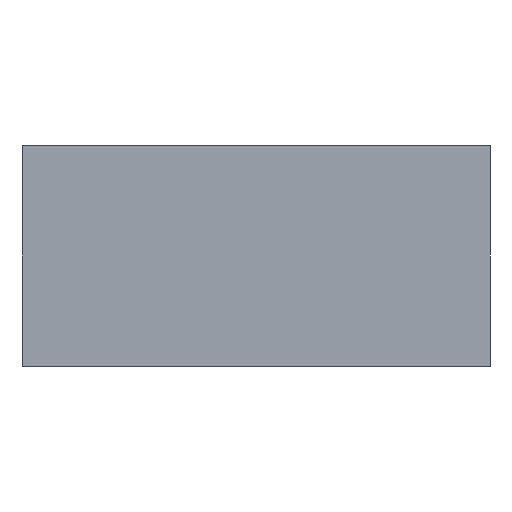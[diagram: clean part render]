
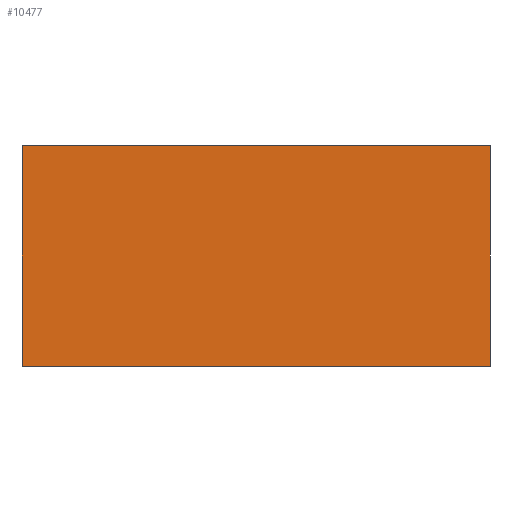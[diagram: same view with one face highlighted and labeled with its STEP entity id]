
A CAD part, left-side view. The second image highlights one B-rep face of the part: STEP entity #10477.
In plain terms, the highlighted planar face has unit normal (-1, 0, 0).
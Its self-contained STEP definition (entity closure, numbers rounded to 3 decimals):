
#10388=CARTESIAN_POINT('',(-27.,377.2,66.));
#10389=VERTEX_POINT('',#10388);
#10396=CARTESIAN_POINT('',(-27.,237.,66.));
#10397=VERTEX_POINT('',#10396);
#10398=CARTESIAN_POINT('',(-27.,237.,66.));
#10399=DIRECTION('',(0.,1.,0.));
#10400=VECTOR('',#10399,140.2);
#10401=LINE('',#10398,#10400);
#10402=EDGE_CURVE('',#10397,#10389,#10401,.T.);
#10447=CARTESIAN_POINT('',(-27.,338.6,66.));
#10448=DIRECTION('',(-1.,0.,0.));
#10449=DIRECTION('',(0.,0.,1.));
#10450=AXIS2_PLACEMENT_3D('',#10447,#10448,#10449);
#10451=PLANE('',#10450);
#10452=ORIENTED_EDGE('',*,*,#10402,.T.);
#10453=CARTESIAN_POINT('',(-27.,377.2,0.));
#10454=VERTEX_POINT('',#10453);
#10455=CARTESIAN_POINT('',(-27.,377.2,66.));
#10456=DIRECTION('',(0.,0.,-1.));
#10457=VECTOR('',#10456,66.);
#10458=LINE('',#10455,#10457);
#10459=EDGE_CURVE('',#10389,#10454,#10458,.T.);
#10460=ORIENTED_EDGE('',*,*,#10459,.T.);
#10461=CARTESIAN_POINT('',(-27.,237.,0.));
#10462=VERTEX_POINT('',#10461);
#10463=CARTESIAN_POINT('',(-27.,237.,0.));
#10464=DIRECTION('',(0.,1.,0.));
#10465=VECTOR('',#10464,140.2);
#10466=LINE('',#10463,#10465);
#10467=EDGE_CURVE('',#10462,#10454,#10466,.T.);
#10468=ORIENTED_EDGE('',*,*,#10467,.F.);
#10469=CARTESIAN_POINT('',(-27.,237.,66.));
#10470=DIRECTION('',(0.,0.,-1.));
#10471=VECTOR('',#10470,66.);
#10472=LINE('',#10469,#10471);
#10473=EDGE_CURVE('',#10397,#10462,#10472,.T.);
#10474=ORIENTED_EDGE('',*,*,#10473,.F.);
#10475=EDGE_LOOP('',(#10452,#10460,#10468,#10474));
#10476=FACE_BOUND('',#10475,.T.);
#10477=ADVANCED_FACE('',(#10476),#10451,.T.);
